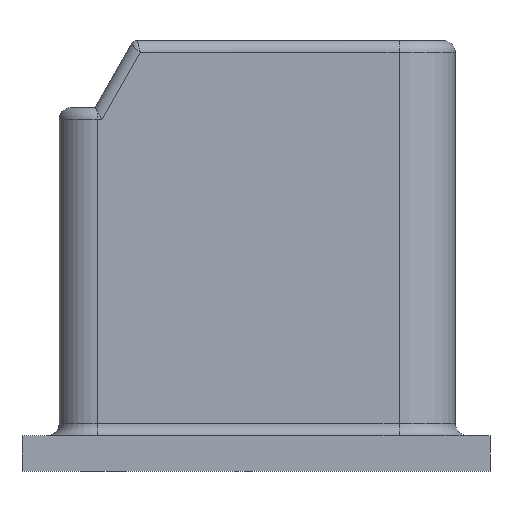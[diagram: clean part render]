
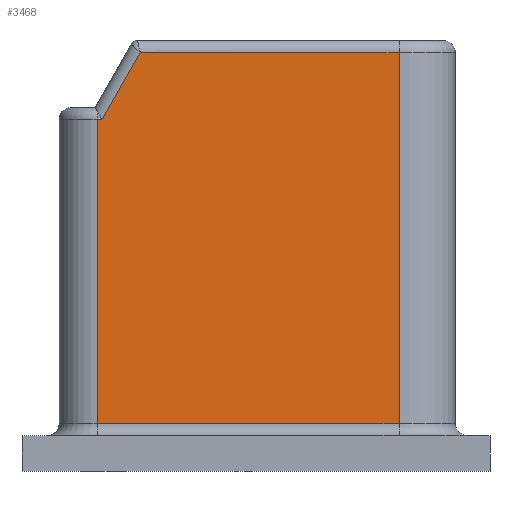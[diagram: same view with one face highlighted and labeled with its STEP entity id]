
A CAD part, left-side view. The second image highlights one B-rep face of the part: STEP entity #3468.
In plain terms, the highlighted planar face has unit normal (-1, 0, 0).
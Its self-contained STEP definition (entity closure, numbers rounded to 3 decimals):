
#3434=AXIS2_PLACEMENT_3D('Plane Axis2P3D',#3431,#3432,#3433) ;
#3310=CARTESIAN_POINT('Vertex',(-4.85,13.4,13.2)) ;
#3370=CARTESIAN_POINT('Line Origine',(-4.85,13.4,8.)) ;
#3374=CARTESIAN_POINT('Vertex',(-4.85,13.4,0.5)) ;
#3406=CARTESIAN_POINT('Vertex',(-4.85,13.21,13.2)) ;
#3409=CARTESIAN_POINT('Line Origine',(-4.85,13.639,12.449)) ;
#3413=CARTESIAN_POINT('Vertex',(-4.85,11.61,16.)) ;
#3431=CARTESIAN_POINT('Axis2P3D Location',(-4.85,15.,0.)) ;
#3436=CARTESIAN_POINT('Line Origine',(-4.85,13.305,13.2)) ;
#3441=CARTESIAN_POINT('Line Origine',(-4.85,7.1,0.5)) ;
#3445=CARTESIAN_POINT('Vertex',(-4.85,0.8,0.5)) ;
#3448=CARTESIAN_POINT('Line Origine',(-4.85,0.8,8.25)) ;
#3452=CARTESIAN_POINT('Vertex',(-4.85,0.8,16.)) ;
#3455=CARTESIAN_POINT('Line Origine',(-4.85,6.205,16.)) ;
#3371=DIRECTION('Vector Direction',(0.,0.,-1.)) ;
#3410=DIRECTION('Vector Direction',(0.,-0.496,0.868)) ;
#3432=DIRECTION('Axis2P3D Direction',(-1.,0.,0.)) ;
#3433=DIRECTION('Axis2P3D XDirection',(0.,0.,1.)) ;
#3437=DIRECTION('Vector Direction',(0.,-1.,0.)) ;
#3442=DIRECTION('Vector Direction',(0.,1.,0.)) ;
#3449=DIRECTION('Vector Direction',(0.,0.,1.)) ;
#3456=DIRECTION('Vector Direction',(0.,-1.,0.)) ;
#3372=VECTOR('Line Direction',#3371,1.) ;
#3411=VECTOR('Line Direction',#3410,1.) ;
#3438=VECTOR('Line Direction',#3437,1.) ;
#3443=VECTOR('Line Direction',#3442,1.) ;
#3450=VECTOR('Line Direction',#3449,1.) ;
#3457=VECTOR('Line Direction',#3456,1.) ;
#3461=ORIENTED_EDGE('',*,*,#3415,.T.) ;
#3462=ORIENTED_EDGE('',*,*,#3440,.F.) ;
#3463=ORIENTED_EDGE('',*,*,#3376,.F.) ;
#3464=ORIENTED_EDGE('',*,*,#3447,.F.) ;
#3465=ORIENTED_EDGE('',*,*,#3454,.T.) ;
#3466=ORIENTED_EDGE('',*,*,#3459,.F.) ;
#3468=ADVANCED_FACE('MHSGC',(#3467),#3435,.T.) ;
#3376=EDGE_CURVE('',#3375,#3311,#3373,.F.) ;
#3415=EDGE_CURVE('',#3414,#3407,#3412,.F.) ;
#3440=EDGE_CURVE('',#3311,#3407,#3439,.T.) ;
#3447=EDGE_CURVE('',#3446,#3375,#3444,.T.) ;
#3454=EDGE_CURVE('',#3446,#3453,#3451,.T.) ;
#3459=EDGE_CURVE('',#3414,#3453,#3458,.T.) ;
#3460=EDGE_LOOP('',(#3461,#3462,#3463,#3464,#3465,#3466)) ;
#3467=FACE_OUTER_BOUND('',#3460,.T.) ;
#3373=LINE('Line',#3370,#3372) ;
#3412=LINE('Line',#3409,#3411) ;
#3439=LINE('Line',#3436,#3438) ;
#3444=LINE('Line',#3441,#3443) ;
#3451=LINE('Line',#3448,#3450) ;
#3458=LINE('Line',#3455,#3457) ;
#3435=PLANE('',#3434) ;
#3311=VERTEX_POINT('',#3310) ;
#3375=VERTEX_POINT('',#3374) ;
#3407=VERTEX_POINT('',#3406) ;
#3414=VERTEX_POINT('',#3413) ;
#3446=VERTEX_POINT('',#3445) ;
#3453=VERTEX_POINT('',#3452) ;
